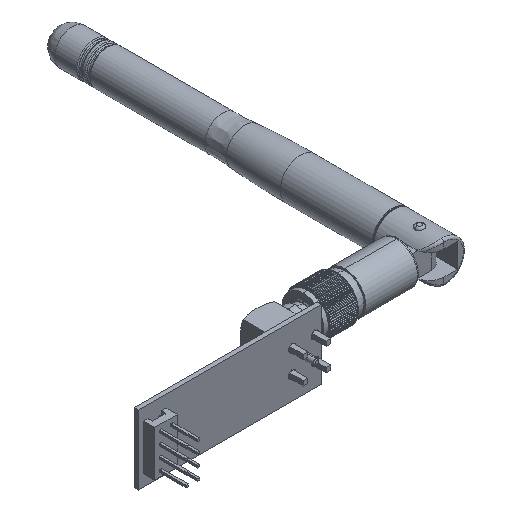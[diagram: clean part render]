
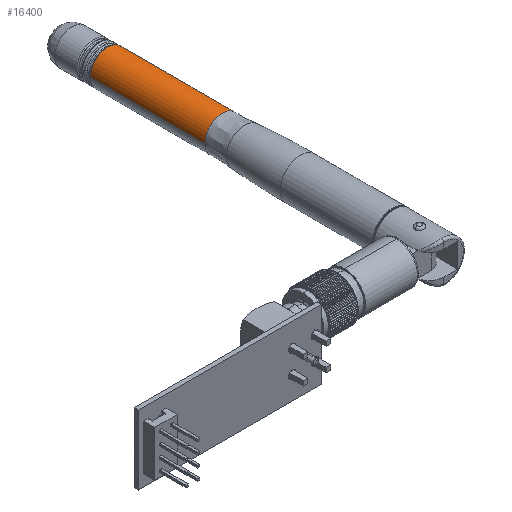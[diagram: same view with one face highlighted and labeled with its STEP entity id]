
A CAD part, isometric view. The second image highlights one B-rep face of the part: STEP entity #16400.
In plain terms, the highlighted cylindrical face has radius 3.9 mm (diameter 7.8 mm), a partial arc.
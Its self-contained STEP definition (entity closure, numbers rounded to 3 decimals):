
#556 = EDGE_LOOP ( 'NONE', ( #19334, #28399, #19673, #3395 ) ) ;
#798 = CARTESIAN_POINT ( 'NONE',  ( 0., 49.677, -3.9 ) ) ;
#3344 = CARTESIAN_POINT ( 'NONE',  ( 0., 49.677, 3.9 ) ) ;
#3395 = ORIENTED_EDGE ( 'NONE', *, *, #6701, .T. ) ;
#5692 = EDGE_CURVE ( 'NONE', #23762, #33475, #25508, .T. ) ;
#6701 = EDGE_CURVE ( 'NONE', #33475, #25821, #28669, .T. ) ;
#6853 = CIRCLE ( 'NONE', #34302, 3.9 ) ;
#7406 = EDGE_CURVE ( 'NONE', #7542, #25821, #18314, .T. ) ;
#7542 = VERTEX_POINT ( 'NONE', #27212 ) ;
#8158 = DIRECTION ( 'NONE',  ( 0., 1., 0. ) ) ;
#8270 = DIRECTION ( 'NONE',  ( 0., -1., 0. ) ) ;
#10857 = DIRECTION ( 'NONE',  ( 0., 0., -1. ) ) ;
#12590 = CARTESIAN_POINT ( 'NONE',  ( 0., 75.2, -3.9 ) ) ;
#12942 = DIRECTION ( 'NONE',  ( 0., -1., 0. ) ) ;
#13629 = CARTESIAN_POINT ( 'NONE',  ( 0., 75.2, 0. ) ) ;
#14006 = FACE_OUTER_BOUND ( 'NONE', #556, .T. ) ;
#14663 = AXIS2_PLACEMENT_3D ( 'NONE', #32188, #8158, #18814 ) ;
#15159 = CARTESIAN_POINT ( 'NONE',  ( 0., 62.438, -3.9 ) ) ;
#15319 = DIRECTION ( 'NONE',  ( 0., -1., 0. ) ) ;
#15651 = CARTESIAN_POINT ( 'NONE',  ( 0., 62.438, 3.9 ) ) ;
#16400 = ADVANCED_FACE ( 'NONE', ( #14006 ), #21890, .T. ) ;
#18314 = LINE ( 'NONE', #15651, #26802 ) ;
#18814 = DIRECTION ( 'NONE',  ( 0., 0., -1. ) ) ;
#19334 = ORIENTED_EDGE ( 'NONE', *, *, #7406, .F. ) ;
#19673 = ORIENTED_EDGE ( 'NONE', *, *, #5692, .T. ) ;
#20447 = AXIS2_PLACEMENT_3D ( 'NONE', #22058, #8270, #10857 ) ;
#21890 = CYLINDRICAL_SURFACE ( 'NONE', #20447, 3.9 ) ;
#22058 = CARTESIAN_POINT ( 'NONE',  ( 0., 62.438, 0. ) ) ;
#22476 = EDGE_CURVE ( 'NONE', #7542, #23762, #6853, .T. ) ;
#23762 = VERTEX_POINT ( 'NONE', #12590 ) ;
#23947 = DIRECTION ( 'NONE',  ( 0., 0., -1. ) ) ;
#25508 = LINE ( 'NONE', #15159, #30919 ) ;
#25821 = VERTEX_POINT ( 'NONE', #3344 ) ;
#26377 = DIRECTION ( 'NONE',  ( 0., -1., 0. ) ) ;
#26802 = VECTOR ( 'NONE', #26377, 1000. ) ;
#27212 = CARTESIAN_POINT ( 'NONE',  ( 0., 75.2, 3.9 ) ) ;
#28399 = ORIENTED_EDGE ( 'NONE', *, *, #22476, .T. ) ;
#28669 = CIRCLE ( 'NONE', #14663, 3.9 ) ;
#30919 = VECTOR ( 'NONE', #15319, 1000. ) ;
#32188 = CARTESIAN_POINT ( 'NONE',  ( 0., 49.677, 0. ) ) ;
#33475 = VERTEX_POINT ( 'NONE', #798 ) ;
#34302 = AXIS2_PLACEMENT_3D ( 'NONE', #13629, #12942, #23947 ) ;
